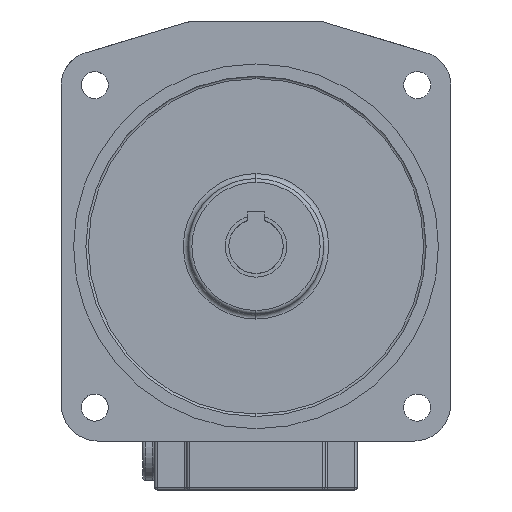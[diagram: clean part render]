
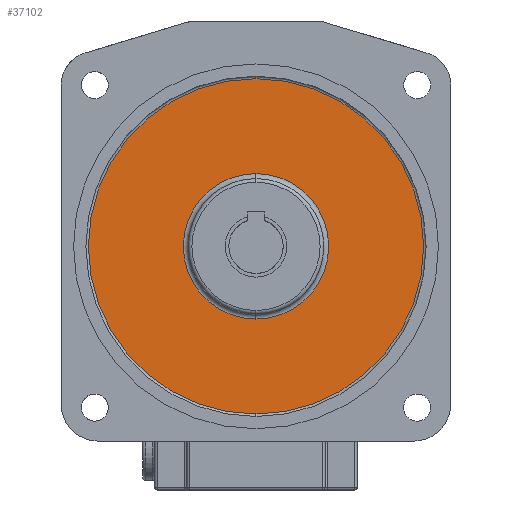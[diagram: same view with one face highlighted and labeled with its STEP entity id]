
A CAD part, front view. The second image highlights one B-rep face of the part: STEP entity #37102.
In plain terms, the highlighted planar face has unit normal (0, -1, 0).
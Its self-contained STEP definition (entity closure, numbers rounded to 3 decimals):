
#3321 = ORIENTED_EDGE ( 'NONE', *, *, #10133, .F. ) ;
#3348 = DIRECTION ( 'NONE',  ( 0., 0., -1. ) ) ;
#5067 = CARTESIAN_POINT ( 'NONE',  ( 0., 2., 0. ) ) ;
#6737 = AXIS2_PLACEMENT_3D ( 'NONE', #28156, #21169, #46045 ) ;
#7066 = DIRECTION ( 'NONE',  ( 0., -1., 0. ) ) ;
#9740 = AXIS2_PLACEMENT_3D ( 'NONE', #34054, #27286, #15662 ) ;
#10133 = EDGE_CURVE ( 'NONE', #36189, #41514, #44265, .T. ) ;
#10313 = CARTESIAN_POINT ( 'NONE',  ( 0., 2., -47.67 ) ) ;
#10338 = CARTESIAN_POINT ( 'NONE',  ( 0., 2., -18.17 ) ) ;
#10908 = AXIS2_PLACEMENT_3D ( 'NONE', #5067, #40224, #19995 ) ;
#11833 = FACE_OUTER_BOUND ( 'NONE', #18748, .T. ) ;
#13495 = CARTESIAN_POINT ( 'NONE',  ( 0., 2., 49.83 ) ) ;
#13809 = AXIS2_PLACEMENT_3D ( 'NONE', #39783, #44179, #22807 ) ;
#15653 = ORIENTED_EDGE ( 'NONE', *, *, #29509, .F. ) ;
#15662 = DIRECTION ( 'NONE',  ( 0., 0., -1. ) ) ;
#15701 = CIRCLE ( 'NONE', #9740, 68. ) ;
#17410 = VERTEX_POINT ( 'NONE', #44631 ) ;
#18748 = EDGE_LOOP ( 'NONE', ( #38477, #15653 ) ) ;
#19142 = EDGE_CURVE ( 'NONE', #41514, #36189, #28523, .T. ) ;
#19995 = DIRECTION ( 'NONE',  ( 0., 0., -1. ) ) ;
#21169 = DIRECTION ( 'NONE',  ( 0., 1., 0. ) ) ;
#21663 = ORIENTED_EDGE ( 'NONE', *, *, #19142, .F. ) ;
#22155 = CARTESIAN_POINT ( 'NONE',  ( 0., 2., 11.33 ) ) ;
#22381 = CIRCLE ( 'NONE', #6737, 68. ) ;
#22791 = FACE_BOUND ( 'NONE', #39754, .T. ) ;
#22807 = DIRECTION ( 'NONE',  ( 0., 0., 1. ) ) ;
#26048 = PLANE ( 'NONE',  #10908 ) ;
#27286 = DIRECTION ( 'NONE',  ( 0., 1., 0. ) ) ;
#28156 = CARTESIAN_POINT ( 'NONE',  ( 0., 2., -18.17 ) ) ;
#28353 = EDGE_CURVE ( 'NONE', #17410, #34776, #15701, .T. ) ;
#28523 = CIRCLE ( 'NONE', #35976, 29.5 ) ;
#29509 = EDGE_CURVE ( 'NONE', #34776, #17410, #22381, .T. ) ;
#34054 = CARTESIAN_POINT ( 'NONE',  ( 0., 2., -18.17 ) ) ;
#34776 = VERTEX_POINT ( 'NONE', #13495 ) ;
#35976 = AXIS2_PLACEMENT_3D ( 'NONE', #10338, #7066, #3348 ) ;
#36189 = VERTEX_POINT ( 'NONE', #22155 ) ;
#37102 = ADVANCED_FACE ( 'NONE', ( #11833, #22791 ), #26048, .T. ) ;
#38477 = ORIENTED_EDGE ( 'NONE', *, *, #28353, .F. ) ;
#39754 = EDGE_LOOP ( 'NONE', ( #21663, #3321 ) ) ;
#39783 = CARTESIAN_POINT ( 'NONE',  ( 0., 2., -18.17 ) ) ;
#40224 = DIRECTION ( 'NONE',  ( 0., -1., 0. ) ) ;
#41514 = VERTEX_POINT ( 'NONE', #10313 ) ;
#44179 = DIRECTION ( 'NONE',  ( 0., -1., 0. ) ) ;
#44265 = CIRCLE ( 'NONE', #13809, 29.5 ) ;
#44631 = CARTESIAN_POINT ( 'NONE',  ( 0., 2., -86.17 ) ) ;
#46045 = DIRECTION ( 'NONE',  ( 0., 0., 1. ) ) ;
